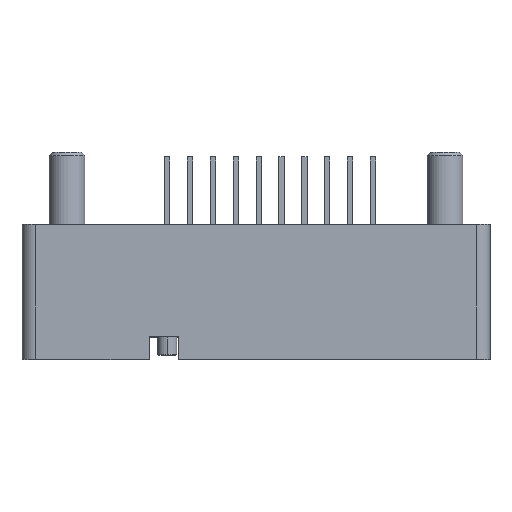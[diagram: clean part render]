
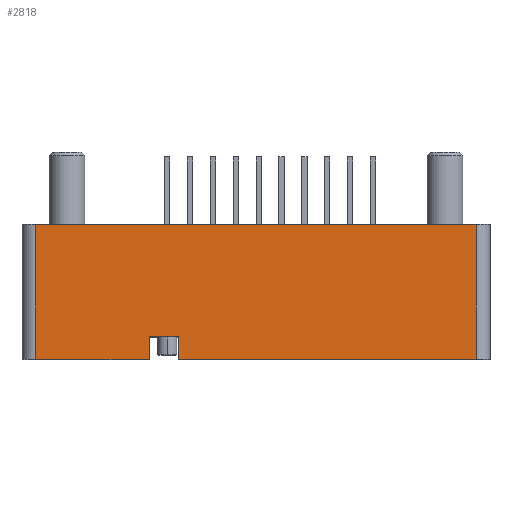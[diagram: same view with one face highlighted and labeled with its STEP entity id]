
A CAD part, top view. The second image highlights one B-rep face of the part: STEP entity #2818.
In plain terms, the highlighted face is planar.
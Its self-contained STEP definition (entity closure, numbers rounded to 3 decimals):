
#73 = VECTOR ( 'NONE', #533, 1000. ) ;
#74 = CARTESIAN_POINT ( 'NONE',  ( -24.5, 7.5, -5. ) ) ;
#119 = DIRECTION ( 'NONE',  ( -1., 0., 0. ) ) ;
#121 = VECTOR ( 'NONE', #3295, 1000. ) ;
#135 = CARTESIAN_POINT ( 'NONE',  ( -24.5, 7.5, -5. ) ) ;
#138 = VERTEX_POINT ( 'NONE', #1524 ) ;
#348 = LINE ( 'NONE', #540, #3335 ) ;
#354 = ORIENTED_EDGE ( 'NONE', *, *, #2555, .T. ) ;
#398 = DIRECTION ( 'NONE',  ( -1., 0., 0. ) ) ;
#429 = CARTESIAN_POINT ( 'NONE',  ( -11.86, 5., -5. ) ) ;
#497 = ORIENTED_EDGE ( 'NONE', *, *, #2634, .F. ) ;
#502 = CARTESIAN_POINT ( 'NONE',  ( -8.56, 5., -5. ) ) ;
#507 = EDGE_CURVE ( 'NONE', #1683, #3211, #2593, .T. ) ;
#533 = DIRECTION ( 'NONE',  ( 0., 1., 0. ) ) ;
#540 = CARTESIAN_POINT ( 'NONE',  ( -24.5, 7.5, -5. ) ) ;
#544 = CARTESIAN_POINT ( 'NONE',  ( -24.5, 7.5, -5. ) ) ;
#580 = VECTOR ( 'NONE', #2035, 1000. ) ;
#611 = PLANE ( 'NONE',  #1109 ) ;
#640 = LINE ( 'NONE', #2940, #2016 ) ;
#668 = EDGE_CURVE ( 'NONE', #2106, #2173, #2928, .T. ) ;
#796 = ORIENTED_EDGE ( 'NONE', *, *, #1651, .T. ) ;
#859 = DIRECTION ( 'NONE',  ( 0., 0., 1. ) ) ;
#927 = EDGE_CURVE ( 'NONE', #1100, #138, #2571, .T. ) ;
#1070 = LINE ( 'NONE', #502, #121 ) ;
#1100 = VERTEX_POINT ( 'NONE', #3247 ) ;
#1109 = AXIS2_PLACEMENT_3D ( 'NONE', #3105, #859, #1492 ) ;
#1137 = DIRECTION ( 'NONE',  ( 0., -1., 0. ) ) ;
#1391 = CARTESIAN_POINT ( 'NONE',  ( -8.56, 5., -5. ) ) ;
#1460 = VERTEX_POINT ( 'NONE', #3553 ) ;
#1492 = DIRECTION ( 'NONE',  ( 1., 0., 0. ) ) ;
#1524 = CARTESIAN_POINT ( 'NONE',  ( -24.5, -7.5, -5. ) ) ;
#1556 = ORIENTED_EDGE ( 'NONE', *, *, #507, .F. ) ;
#1604 = CARTESIAN_POINT ( 'NONE',  ( 24.5, 7.5, -5. ) ) ;
#1651 = EDGE_CURVE ( 'NONE', #3519, #2173, #2347, .T. ) ;
#1681 = DIRECTION ( 'NONE',  ( 0., -1., 0. ) ) ;
#1683 = VERTEX_POINT ( 'NONE', #3318 ) ;
#1745 = VECTOR ( 'NONE', #119, 1000. ) ;
#1968 = LINE ( 'NONE', #429, #73 ) ;
#2011 = CARTESIAN_POINT ( 'NONE',  ( -24.5, -7.5, -5. ) ) ;
#2016 = VECTOR ( 'NONE', #1681, 1000. ) ;
#2035 = DIRECTION ( 'NONE',  ( 0., 1., 0. ) ) ;
#2106 = VERTEX_POINT ( 'NONE', #1604 ) ;
#2109 = FACE_OUTER_BOUND ( 'NONE', #3332, .T. ) ;
#2173 = VERTEX_POINT ( 'NONE', #3216 ) ;
#2263 = ORIENTED_EDGE ( 'NONE', *, *, #3230, .F. ) ;
#2347 = LINE ( 'NONE', #1391, #580 ) ;
#2394 = ORIENTED_EDGE ( 'NONE', *, *, #927, .T. ) ;
#2555 = EDGE_CURVE ( 'NONE', #2106, #1100, #640, .T. ) ;
#2571 = LINE ( 'NONE', #2011, #1745 ) ;
#2593 = LINE ( 'NONE', #74, #2830 ) ;
#2634 = EDGE_CURVE ( 'NONE', #3519, #1460, #1070, .T. ) ;
#2818 = ADVANCED_FACE ( 'NONE', ( #2109 ), #611, .F. ) ;
#2830 = VECTOR ( 'NONE', #398, 1000. ) ;
#2910 = CARTESIAN_POINT ( 'NONE',  ( -8.56, 5., -5. ) ) ;
#2928 = LINE ( 'NONE', #544, #3736 ) ;
#2940 = CARTESIAN_POINT ( 'NONE',  ( 24.5, 7.5, -5. ) ) ;
#3105 = CARTESIAN_POINT ( 'NONE',  ( -24.5, 7.5, -5. ) ) ;
#3211 = VERTEX_POINT ( 'NONE', #135 ) ;
#3216 = CARTESIAN_POINT ( 'NONE',  ( -8.56, 7.5, -5. ) ) ;
#3230 = EDGE_CURVE ( 'NONE', #1460, #1683, #1968, .T. ) ;
#3247 = CARTESIAN_POINT ( 'NONE',  ( 24.5, -7.5, -5. ) ) ;
#3295 = DIRECTION ( 'NONE',  ( -1., 0., 0. ) ) ;
#3318 = CARTESIAN_POINT ( 'NONE',  ( -11.86, 7.5, -5. ) ) ;
#3332 = EDGE_LOOP ( 'NONE', ( #497, #796, #3803, #354, #2394, #3576, #1556, #2263 ) ) ;
#3333 = DIRECTION ( 'NONE',  ( -1., 0., 0. ) ) ;
#3335 = VECTOR ( 'NONE', #1137, 1000. ) ;
#3519 = VERTEX_POINT ( 'NONE', #2910 ) ;
#3553 = CARTESIAN_POINT ( 'NONE',  ( -11.86, 5., -5. ) ) ;
#3576 = ORIENTED_EDGE ( 'NONE', *, *, #3581, .F. ) ;
#3581 = EDGE_CURVE ( 'NONE', #3211, #138, #348, .T. ) ;
#3736 = VECTOR ( 'NONE', #3333, 1000. ) ;
#3803 = ORIENTED_EDGE ( 'NONE', *, *, #668, .F. ) ;
